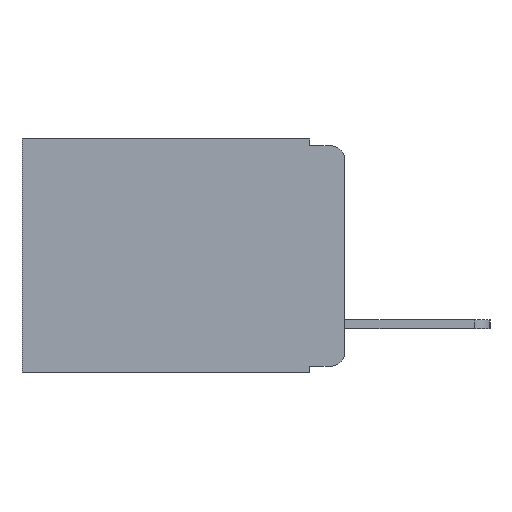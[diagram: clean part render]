
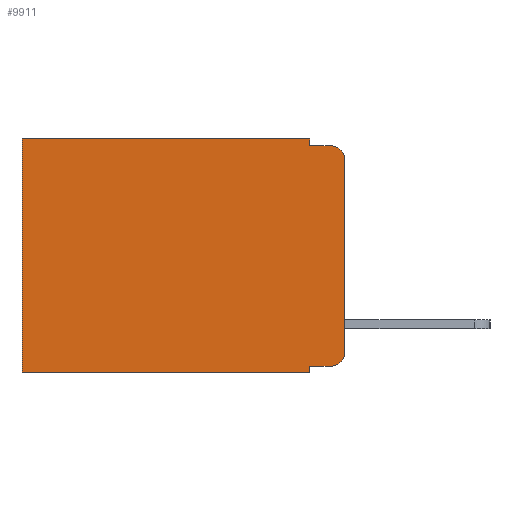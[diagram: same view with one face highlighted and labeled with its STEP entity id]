
A CAD part, left-side view. The second image highlights one B-rep face of the part: STEP entity #9911.
In plain terms, the highlighted planar face has unit normal (-1, 0, 0).
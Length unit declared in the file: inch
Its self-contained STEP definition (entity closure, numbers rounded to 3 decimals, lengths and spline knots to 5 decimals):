
#205 = VERTEX_POINT ( 'NONE', #574 ) ;
#332 = VERTEX_POINT ( 'NONE', #2853 ) ;
#453 = VERTEX_POINT ( 'NONE', #7600 ) ;
#471 = CARTESIAN_POINT ( 'NONE',  ( 0.298, 0.051, 0. ) ) ;
#520 = EDGE_CURVE ( 'NONE', #332, #453, #11317, .T. ) ;
#574 = CARTESIAN_POINT ( 'NONE',  ( 0.298, 0.051, -0.01 ) ) ;
#1124 = DIRECTION ( 'NONE',  ( 0., 0., -1. ) ) ;
#1320 = CARTESIAN_POINT ( 'NONE',  ( 0.298, 0.473, -0.343 ) ) ;
#1380 = ORIENTED_EDGE ( 'NONE', *, *, #7346, .F. ) ;
#1394 = CARTESIAN_POINT ( 'NONE',  ( 0.298, 0.473, 0. ) ) ;
#1816 = CARTESIAN_POINT ( 'NONE',  ( 0.298, 0.051, 0. ) ) ;
#1824 = DIRECTION ( 'NONE',  ( 0., 0., -1. ) ) ;
#1929 = CARTESIAN_POINT ( 'NONE',  ( 0.298, 0.02, -0.333 ) ) ;
#1970 = VERTEX_POINT ( 'NONE', #8638 ) ;
#2067 = EDGE_CURVE ( 'NONE', #9275, #1970, #12579, .T. ) ;
#2180 = AXIS2_PLACEMENT_3D ( 'NONE', #3473, #11557, #4626 ) ;
#2224 = CARTESIAN_POINT ( 'NONE',  ( 0.298, 0.051, -0.01 ) ) ;
#2249 = PLANE ( 'NONE',  #2180 ) ;
#2466 = VERTEX_POINT ( 'NONE', #13374 ) ;
#2808 = VERTEX_POINT ( 'NONE', #7666 ) ;
#2853 = CARTESIAN_POINT ( 'NONE',  ( 0.298, 0.051, -0.333 ) ) ;
#2960 = VECTOR ( 'NONE', #9279, 39.37008 ) ;
#3109 = FACE_OUTER_BOUND ( 'NONE', #9454, .T. ) ;
#3278 = VECTOR ( 'NONE', #8473, 39.37008 ) ;
#3473 = CARTESIAN_POINT ( 'NONE',  ( 0.298, 0., 0. ) ) ;
#3852 = ORIENTED_EDGE ( 'NONE', *, *, #8506, .F. ) ;
#3909 = VERTEX_POINT ( 'NONE', #1320 ) ;
#3924 = EDGE_CURVE ( 'NONE', #9275, #2466, #4289, .T. ) ;
#4110 = VECTOR ( 'NONE', #13329, 39.37008 ) ;
#4289 = CIRCLE ( 'NONE', #12059, 0.02 ) ;
#4481 = VECTOR ( 'NONE', #1824, 39.37008 ) ;
#4606 = EDGE_CURVE ( 'NONE', #9618, #2808, #7182, .T. ) ;
#4626 = DIRECTION ( 'NONE',  ( 0., 0., -1. ) ) ;
#5136 = VECTOR ( 'NONE', #12975, 39.37008 ) ;
#5265 = DIRECTION ( 'NONE',  ( 0., 0., -1. ) ) ;
#5403 = DIRECTION ( 'NONE',  ( 0., 0., -1. ) ) ;
#5473 = CIRCLE ( 'NONE', #6860, 0.02 ) ;
#6029 = ORIENTED_EDGE ( 'NONE', *, *, #10071, .F. ) ;
#6153 = CARTESIAN_POINT ( 'NONE',  ( 0.298, 0.051, -0.333 ) ) ;
#6340 = LINE ( 'NONE', #11917, #14882 ) ;
#6737 = ORIENTED_EDGE ( 'NONE', *, *, #9956, .T. ) ;
#6851 = CARTESIAN_POINT ( 'NONE',  ( 0.298, 0., 0. ) ) ;
#6860 = AXIS2_PLACEMENT_3D ( 'NONE', #14812, #8242, #1124 ) ;
#7016 = CARTESIAN_POINT ( 'NONE',  ( 0.298, 0.051, 0. ) ) ;
#7182 = LINE ( 'NONE', #6851, #4110 ) ;
#7267 = DIRECTION ( 'NONE',  ( -1., 0., 0. ) ) ;
#7324 = DIRECTION ( 'NONE',  ( 0., -1., 0. ) ) ;
#7346 = EDGE_CURVE ( 'NONE', #9618, #205, #13189, .T. ) ;
#7600 = CARTESIAN_POINT ( 'NONE',  ( 0.298, 0.051, -0.343 ) ) ;
#7666 = CARTESIAN_POINT ( 'NONE',  ( 0.298, 0.473, 0. ) ) ;
#8242 = DIRECTION ( 'NONE',  ( -1., 0., 0. ) ) ;
#8415 = ORIENTED_EDGE ( 'NONE', *, *, #4606, .T. ) ;
#8473 = DIRECTION ( 'NONE',  ( 0., 0., -1. ) ) ;
#8506 = EDGE_CURVE ( 'NONE', #205, #2466, #9555, .T. ) ;
#8536 = DIRECTION ( 'NONE',  ( 0., 1., 0. ) ) ;
#8638 = CARTESIAN_POINT ( 'NONE',  ( 0.298, 0., -0.313 ) ) ;
#8995 = ORIENTED_EDGE ( 'NONE', *, *, #2067, .F. ) ;
#9192 = ORIENTED_EDGE ( 'NONE', *, *, #520, .F. ) ;
#9275 = VERTEX_POINT ( 'NONE', #12740 ) ;
#9279 = DIRECTION ( 'NONE',  ( 0., -1., 0. ) ) ;
#9454 = EDGE_LOOP ( 'NONE', ( #8995, #12302, #3852, #1380, #8415, #11798, #6029, #9192, #9549, #6737 ) ) ;
#9549 = ORIENTED_EDGE ( 'NONE', *, *, #11439, .T. ) ;
#9555 = LINE ( 'NONE', #2224, #2960 ) ;
#9618 = VERTEX_POINT ( 'NONE', #7016 ) ;
#9911 = ADVANCED_FACE ( 'NONE', ( #3109 ), #2249, .F. ) ;
#9956 = EDGE_CURVE ( 'NONE', #10172, #1970, #5473, .T. ) ;
#10071 = EDGE_CURVE ( 'NONE', #453, #3909, #6340, .T. ) ;
#10172 = VERTEX_POINT ( 'NONE', #1929 ) ;
#10447 = EDGE_CURVE ( 'NONE', #2808, #3909, #14869, .T. ) ;
#11317 = LINE ( 'NONE', #1816, #5136 ) ;
#11439 = EDGE_CURVE ( 'NONE', #332, #10172, #13361, .T. ) ;
#11467 = CARTESIAN_POINT ( 'NONE',  ( 0.298, 0., 0. ) ) ;
#11557 = DIRECTION ( 'NONE',  ( 1., 0., 0. ) ) ;
#11798 = ORIENTED_EDGE ( 'NONE', *, *, #10447, .T. ) ;
#11917 = CARTESIAN_POINT ( 'NONE',  ( 0.298, 0., -0.343 ) ) ;
#12059 = AXIS2_PLACEMENT_3D ( 'NONE', #14132, #7267, #5265 ) ;
#12302 = ORIENTED_EDGE ( 'NONE', *, *, #3924, .T. ) ;
#12579 = LINE ( 'NONE', #11467, #12906 ) ;
#12740 = CARTESIAN_POINT ( 'NONE',  ( 0.298, 0., -0.03 ) ) ;
#12906 = VECTOR ( 'NONE', #5403, 39.37008 ) ;
#12975 = DIRECTION ( 'NONE',  ( 0., 0., -1. ) ) ;
#13189 = LINE ( 'NONE', #471, #4481 ) ;
#13329 = DIRECTION ( 'NONE',  ( 0., 1., 0. ) ) ;
#13361 = LINE ( 'NONE', #6153, #14348 ) ;
#13374 = CARTESIAN_POINT ( 'NONE',  ( 0.298, 0.02, -0.01 ) ) ;
#14132 = CARTESIAN_POINT ( 'NONE',  ( 0.298, 0.02, -0.03 ) ) ;
#14348 = VECTOR ( 'NONE', #7324, 39.37008 ) ;
#14812 = CARTESIAN_POINT ( 'NONE',  ( 0.298, 0.02, -0.313 ) ) ;
#14869 = LINE ( 'NONE', #1394, #3278 ) ;
#14882 = VECTOR ( 'NONE', #8536, 39.37008 ) ;
